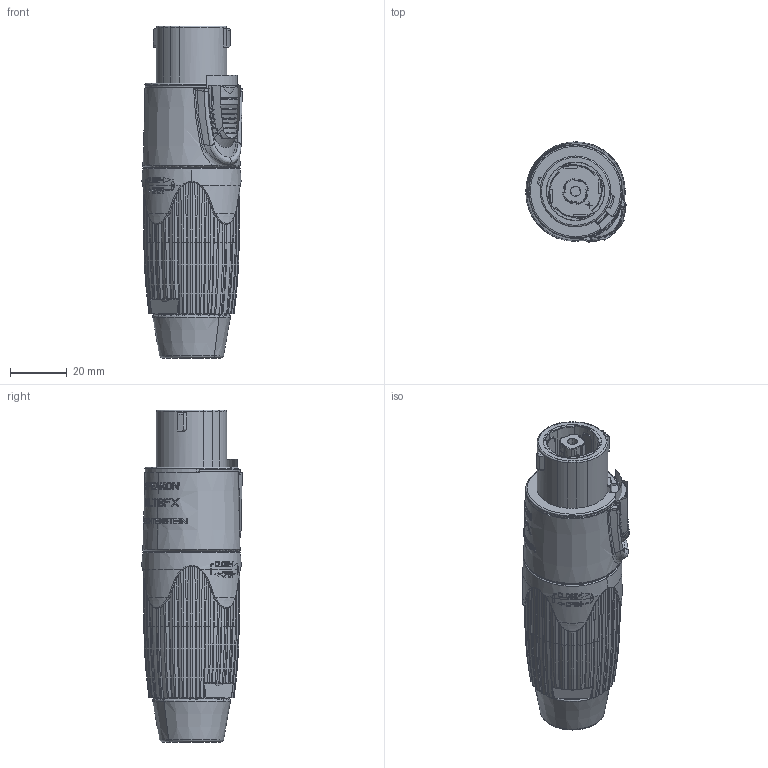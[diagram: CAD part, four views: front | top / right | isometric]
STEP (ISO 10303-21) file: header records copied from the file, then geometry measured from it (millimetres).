
FILE_DESCRIPTION((''),'2;1');
FILE_NAME('NLT8FXX','2021-02-18T14:33:03',('lob'),(''),'CREO PARAMETRIC BY PTC INC, 2019080','CREO PARAMETRIC BY PTC INC, 2019080','');
FILE_SCHEMA(('CONFIG_CONTROL_DESIGN'));
Products named in the file (1): NLT8FXX
Bounding box: 35.31 x 35.31 x 116.91 mm (x, y, z)
Volume: 83791.1 mm3; surface area: 19285.6 mm2
Topology: 1 solids, 20 shells, 2355 faces, 6486 edges, 4193 vertices
Faces by surface type: plane 1374, bspline 455, cone 216, cylinder 208, torus 86, extrusion 8, sphere 8
Entity records: 97819 total; most frequent: CARTESIAN_POINT 43902, ORIENTED_EDGE 12886, DIRECTION 8842, EDGE_CURVE 6486, VERTEX_POINT 4193, AXIS2_PLACEMENT_3D 3221, B_SPLINE_CURVE_WITH_KNOTS 2774, EDGE_LOOP 2445
